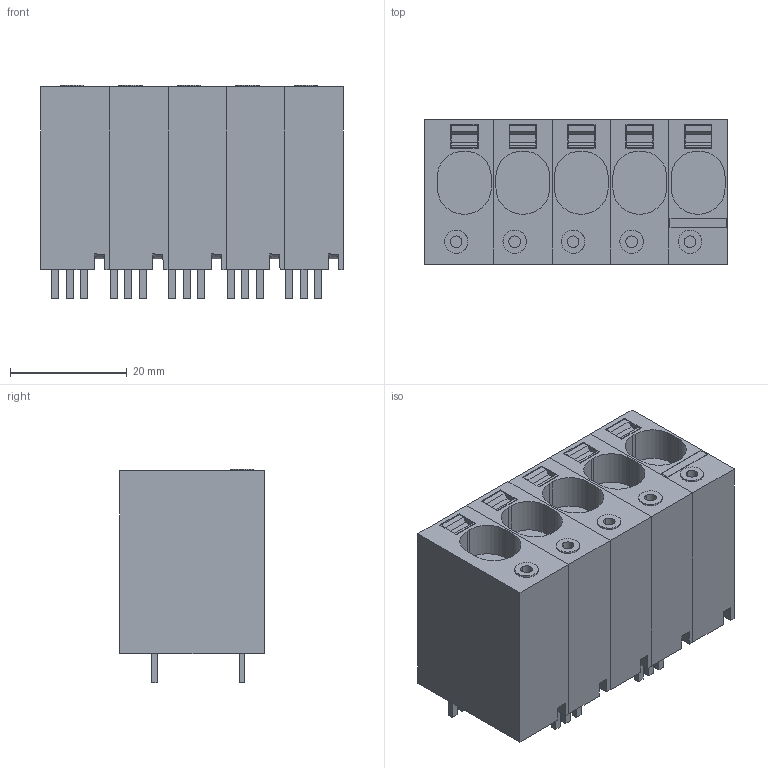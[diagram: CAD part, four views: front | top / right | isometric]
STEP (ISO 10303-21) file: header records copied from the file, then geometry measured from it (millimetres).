
FILE_DESCRIPTION(('CATIA V5R22 STEP214','CAx-IF Rec.Pracs.--- Model Styling and Organization---1.4--- 2014-01-23'),'2;1');
FILE_NAME ('D1533174_0_2878510000_2878510000.stp','2022-05-19T09:20:56+00:00',('none'),('Weidmueller'),'CATIA Version 5-6 Release 2016 SP3 HF44','CATIA V5 STEP AP214','none');
FILE_SCHEMA(('AUTOMOTIVE_DESIGN { 1 0 10303 214 1 1 1 1 }'));
Length unit declared in the file: millimetre
Products named in the file (1): 2878510000
Bounding box: 51.8 x 24.7 x 36.6 mm (x, y, z)
Volume: 34611 mm3; surface area: 18103.5 mm2
Topology: 15 solids, 15 shells, 473 faces, 1263 edges, 842 vertices
Faces by surface type: plane 388, cylinder 50, extrusion 35
Entity records: 14464 total; most frequent: CARTESIAN_POINT 3263, ORIENTED_EDGE 2526, DIRECTION 1834, EDGE_CURVE 1263, VECTOR 1128, LINE 1093, VERTEX_POINT 842, EDGE_LOOP 495
